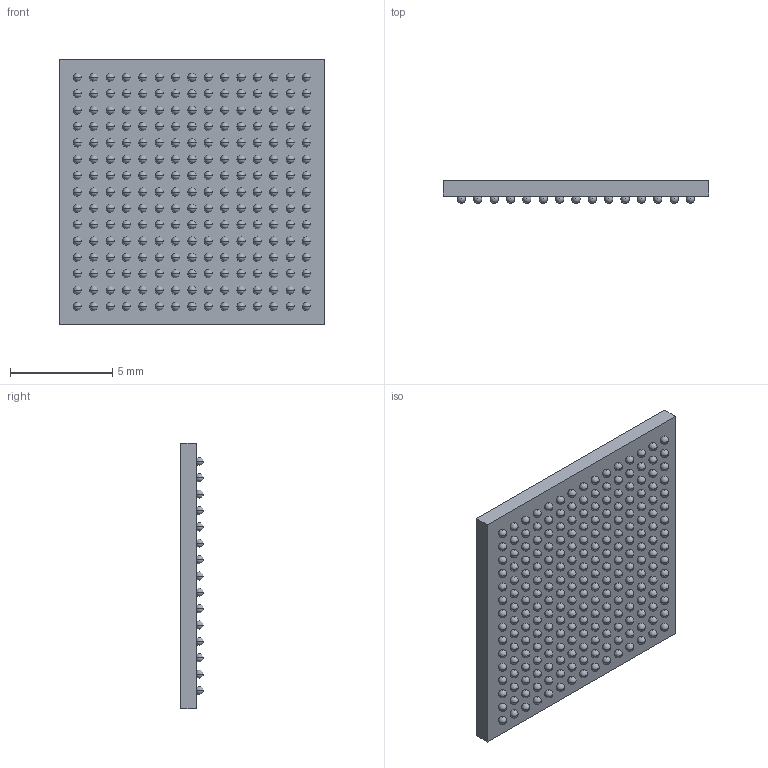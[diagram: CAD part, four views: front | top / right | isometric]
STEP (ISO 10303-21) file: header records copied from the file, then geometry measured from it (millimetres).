
FILE_DESCRIPTION (( 'STEP AP214' ), '1' );
FILE_NAME ('User Library-TFBGA216.STEP', '2017-03-18T17:17:14', ( 'Windows User' ), ( '' ), 'SwSTEP 2.0', 'SolidWorks 2017', '' );
FILE_SCHEMA (( 'AUTOMOTIVE_DESIGN' ));
Length unit declared in the file: millimetre
Products named in the file (3): User Library-TFBGA216_top___; User Library-TFBGA216_ball___; User Library-TFBGA216
Assembly tree (2 placements, depth 2):
  User Library-TFBGA216
    User Library-TFBGA216_ball___
    User Library-TFBGA216_top___
Bounding box: 13 x 1.1 x 13 mm (x, y, z)
Volume: 135.5 mm3; surface area: 488.1 mm2
Topology: 226 solids, 226 shells, 683 faces, 2041 edges, 1361 vertices
Faces by surface type: sphere 452, plane 231
Entity records: 17276 total; most frequent: DIRECTION 3196, CARTESIAN_POINT 2290, ORIENTED_EDGE 1832, AXIS2_PLACEMENT_3D 1592, EDGE_CURVE 916, CIRCLE 904, VERTEX_POINT 686, EDGE_LOOP 684
